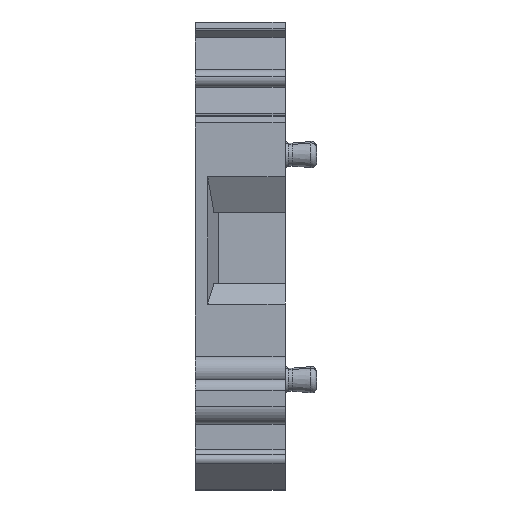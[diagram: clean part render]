
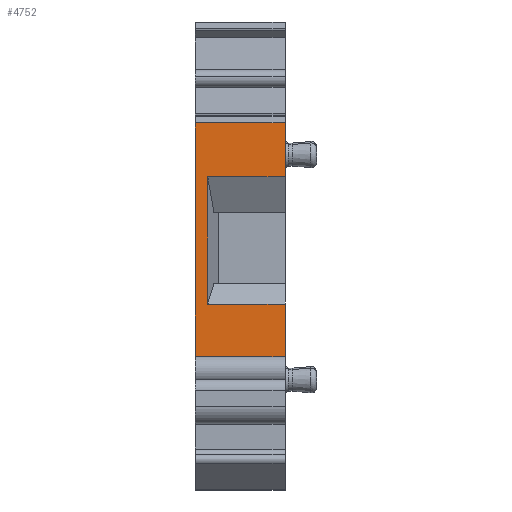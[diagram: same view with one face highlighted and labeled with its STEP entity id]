
A CAD part, front view. The second image highlights one B-rep face of the part: STEP entity #4752.
In plain terms, the highlighted planar face has unit normal (0, -1, 0).
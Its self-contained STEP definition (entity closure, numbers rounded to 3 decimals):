
#1258=AXIS2_PLACEMENT_3D('Plane Axis2P3D',#1255,#1256,#1257) ;
#81=CARTESIAN_POINT('Vertex',(0.689,2.995,10.429)) ;
#102=CARTESIAN_POINT('Vertex',(0.689,2.995,17.557)) ;
#105=CARTESIAN_POINT('Line Origine',(0.689,2.995,13.993)) ;
#152=CARTESIAN_POINT('Vertex',(5.03,2.995,10.429)) ;
#155=CARTESIAN_POINT('Line Origine',(5.03,2.995,8.957)) ;
#159=CARTESIAN_POINT('Vertex',(5.03,2.995,7.485)) ;
#971=CARTESIAN_POINT('Vertex',(5.03,2.995,20.587)) ;
#974=CARTESIAN_POINT('Line Origine',(5.03,2.995,19.072)) ;
#978=CARTESIAN_POINT('Vertex',(5.03,2.995,17.557)) ;
#1178=CARTESIAN_POINT('Line Origine',(2.859,2.995,10.429)) ;
#1212=CARTESIAN_POINT('Line Origine',(2.859,2.995,17.557)) ;
#1236=CARTESIAN_POINT('Line Origine',(1.905,2.995,7.485)) ;
#1240=CARTESIAN_POINT('Vertex',(0.,2.995,7.485)) ;
#1255=CARTESIAN_POINT('Axis2P3D Location',(0.,2.995,20.587)) ;
#3985=CARTESIAN_POINT('Line Origine',(2.515,2.995,20.587)) ;
#3989=CARTESIAN_POINT('Vertex',(0.,2.995,20.587)) ;
#4721=CARTESIAN_POINT('Line Origine',(0.,2.995,8.821)) ;
#4725=CARTESIAN_POINT('Vertex',(0.,2.995,10.156)) ;
#4728=CARTESIAN_POINT('Line Origine',(0.,2.995,19.245)) ;
#4732=CARTESIAN_POINT('Vertex',(0.,2.995,17.902)) ;
#4735=CARTESIAN_POINT('Line Origine',(0.,2.995,14.029)) ;
#106=DIRECTION('Vector Direction',(0.,0.,1.)) ;
#156=DIRECTION('Vector Direction',(0.,0.,-1.)) ;
#975=DIRECTION('Vector Direction',(0.,0.,-1.)) ;
#1179=DIRECTION('Vector Direction',(1.,0.,0.)) ;
#1213=DIRECTION('Vector Direction',(1.,0.,0.)) ;
#1237=DIRECTION('Vector Direction',(1.,0.,0.)) ;
#1256=DIRECTION('Axis2P3D Direction',(0.,-1.,0.)) ;
#1257=DIRECTION('Axis2P3D XDirection',(0.,0.,-1.)) ;
#3986=DIRECTION('Vector Direction',(-1.,0.,0.)) ;
#4722=DIRECTION('Vector Direction',(0.,0.,-1.)) ;
#4729=DIRECTION('Vector Direction',(0.,0.,-1.)) ;
#4736=DIRECTION('Vector Direction',(0.,0.,1.)) ;
#107=VECTOR('Line Direction',#106,1.) ;
#157=VECTOR('Line Direction',#156,1.) ;
#976=VECTOR('Line Direction',#975,1.) ;
#1180=VECTOR('Line Direction',#1179,1.) ;
#1214=VECTOR('Line Direction',#1213,1.) ;
#1238=VECTOR('Line Direction',#1237,1.) ;
#3987=VECTOR('Line Direction',#3986,1.) ;
#4723=VECTOR('Line Direction',#4722,1.) ;
#4730=VECTOR('Line Direction',#4729,1.) ;
#4737=VECTOR('Line Direction',#4736,1.) ;
#4741=ORIENTED_EDGE('',*,*,#4727,.T.) ;
#4742=ORIENTED_EDGE('',*,*,#1242,.F.) ;
#4743=ORIENTED_EDGE('',*,*,#161,.F.) ;
#4744=ORIENTED_EDGE('',*,*,#1182,.F.) ;
#4745=ORIENTED_EDGE('',*,*,#109,.T.) ;
#4746=ORIENTED_EDGE('',*,*,#1216,.F.) ;
#4747=ORIENTED_EDGE('',*,*,#980,.F.) ;
#4748=ORIENTED_EDGE('',*,*,#3991,.T.) ;
#4749=ORIENTED_EDGE('',*,*,#4734,.T.) ;
#4750=ORIENTED_EDGE('',*,*,#4739,.T.) ;
#4752=ADVANCED_FACE('KLTR',(#4751),#1259,.T.) ;
#109=EDGE_CURVE('',#82,#103,#108,.T.) ;
#161=EDGE_CURVE('',#153,#160,#158,.T.) ;
#980=EDGE_CURVE('',#972,#979,#977,.T.) ;
#1182=EDGE_CURVE('',#82,#153,#1181,.T.) ;
#1216=EDGE_CURVE('',#979,#103,#1215,.F.) ;
#1242=EDGE_CURVE('',#160,#1241,#1239,.F.) ;
#3991=EDGE_CURVE('',#972,#3990,#3988,.T.) ;
#4727=EDGE_CURVE('',#4726,#1241,#4724,.T.) ;
#4734=EDGE_CURVE('',#3990,#4733,#4731,.T.) ;
#4739=EDGE_CURVE('',#4733,#4726,#4738,.F.) ;
#4740=EDGE_LOOP('',(#4741,#4742,#4743,#4744,#4745,#4746,#4747,#4748,#4749,#4750)) ;
#4751=FACE_OUTER_BOUND('',#4740,.T.) ;
#108=LINE('Line',#105,#107) ;
#158=LINE('Line',#155,#157) ;
#977=LINE('Line',#974,#976) ;
#1181=LINE('Line',#1178,#1180) ;
#1215=LINE('Line',#1212,#1214) ;
#1239=LINE('Line',#1236,#1238) ;
#3988=LINE('Line',#3985,#3987) ;
#4724=LINE('Line',#4721,#4723) ;
#4731=LINE('Line',#4728,#4730) ;
#4738=LINE('Line',#4735,#4737) ;
#1259=PLANE('',#1258) ;
#82=VERTEX_POINT('',#81) ;
#103=VERTEX_POINT('',#102) ;
#153=VERTEX_POINT('',#152) ;
#160=VERTEX_POINT('',#159) ;
#972=VERTEX_POINT('',#971) ;
#979=VERTEX_POINT('',#978) ;
#1241=VERTEX_POINT('',#1240) ;
#3990=VERTEX_POINT('',#3989) ;
#4726=VERTEX_POINT('',#4725) ;
#4733=VERTEX_POINT('',#4732) ;
